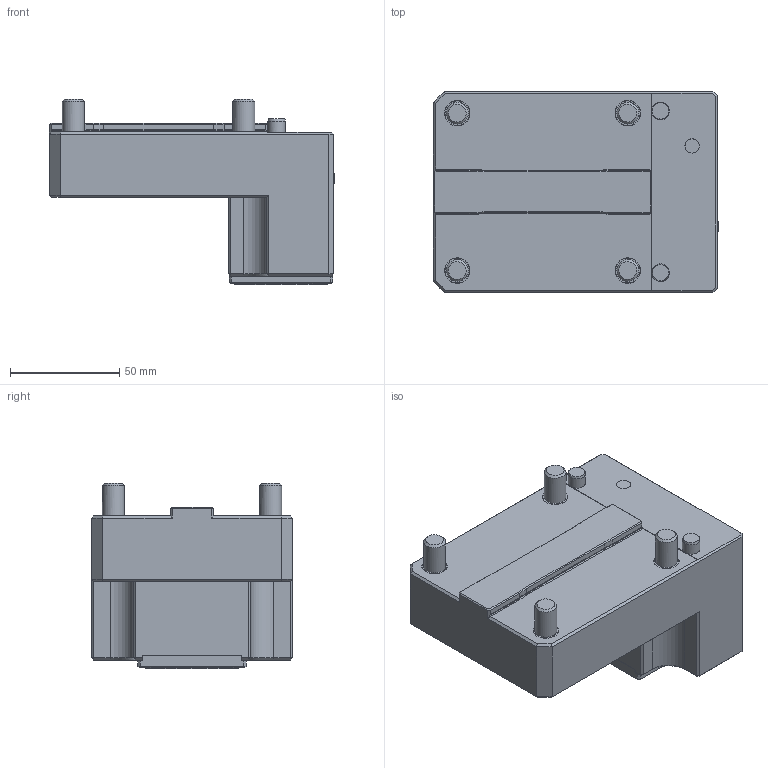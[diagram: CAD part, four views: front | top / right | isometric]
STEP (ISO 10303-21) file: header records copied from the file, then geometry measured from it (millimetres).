
FILE_DESCRIPTION(/* description */ (''),/* implementation_level */ '2;1');
FILE_NAME(/* name */ '1612449885668.stp',/* time_stamp */ '2021-02-04T20:15:04+06:00',/* author */ (''),/* organization */ ('SMS'),/* preprocessor_version */ 'ST-DEVELOPER v16.7',/* originating_system */ 'SIEMENS PLM Software NX 12.0',/* authorisation */ '');
FILE_SCHEMA (('AUTOMOTIVE_DESIGN { 1 0 10303 214 3 1 1 1 }'));
Length unit declared in the file: millimetre
Products named in the file (1): 203358640mod000_00
Bounding box: 130.46 x 91.91 x 84.99 mm (x, y, z)
Volume: 499768.4 mm3; surface area: 54850.3 mm2
Topology: 1 solids, 1 shells, 217 faces, 535 edges, 341 vertices
Faces by surface type: plane 138, cylinder 36, cone 27, torus 6, bspline 5, sphere 5
Full cylindrical faces by diameter (mm): 2.5 x1, 4.495 x4, 5.694 x1, 5.994 x1, 7.193 x4, 7.992 x2, 9.99 x3, 10 x1, 39.96 x1
Entity records: 6571 total; most frequent: CARTESIAN_POINT 1763, DIRECTION 964, ORIENTED_EDGE 918, EDGE_CURVE 459, AXIS2_PLACEMENT_3D 331, VERTEX_POINT 307, LINE 302, VECTOR 302
